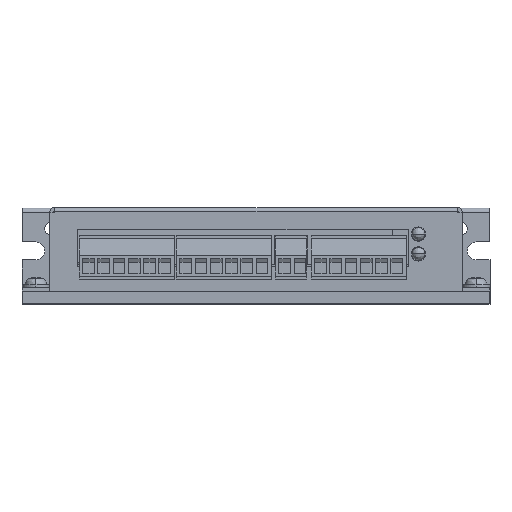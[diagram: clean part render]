
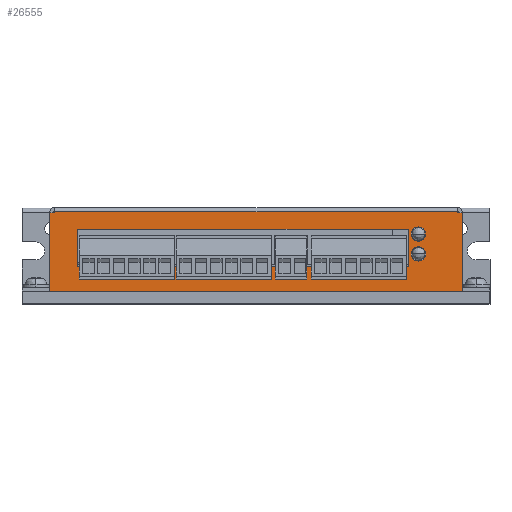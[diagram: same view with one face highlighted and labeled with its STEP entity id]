
A CAD part, top view. The second image highlights one B-rep face of the part: STEP entity #26555.
In plain terms, the highlighted planar face has unit normal (0, 0, 1).
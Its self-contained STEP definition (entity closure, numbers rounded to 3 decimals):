
#422 = VECTOR ( 'NONE', #25538, 1000. ) ;
#791 = PLANE ( 'NONE',  #1856 ) ;
#1129 = EDGE_CURVE ( 'NONE', #7966, #5820, #8543, .T. ) ;
#1856 = AXIS2_PLACEMENT_3D ( 'NONE', #13477, #6750, #39196 ) ;
#2046 = LINE ( 'NONE', #14935, #12672 ) ;
#2693 = DIRECTION ( 'NONE',  ( 1., 0., 0. ) ) ;
#2839 = AXIS2_PLACEMENT_3D ( 'NONE', #17134, #23882, #20498 ) ;
#2946 = LINE ( 'NONE', #3155, #12236 ) ;
#2988 = VERTEX_POINT ( 'NONE', #9713 ) ;
#3155 = CARTESIAN_POINT ( 'NONE',  ( -50.8, -0.2, 36. ) ) ;
#4139 = CARTESIAN_POINT ( 'NONE',  ( 50.8, -0.2, 36. ) ) ;
#4655 = EDGE_CURVE ( 'NONE', #20434, #2988, #2946, .T. ) ;
#4839 = CARTESIAN_POINT ( 'NONE',  ( 52., -0.2, 36. ) ) ;
#5037 = AXIS2_PLACEMENT_3D ( 'NONE', #21690, #9049, #2693 ) ;
#5820 = VERTEX_POINT ( 'NONE', #4839 ) ;
#5841 = LINE ( 'NONE', #27566, #8642 ) ;
#5861 = DIRECTION ( 'NONE',  ( 1., 0., 0. ) ) ;
#6088 = DIRECTION ( 'NONE',  ( -1., 0., 0. ) ) ;
#6377 = ORIENTED_EDGE ( 'NONE', *, *, #22793, .F. ) ;
#6584 = VECTOR ( 'NONE', #35783, 1000. ) ;
#6750 = DIRECTION ( 'NONE',  ( 0., 0., -1. ) ) ;
#7317 = CARTESIAN_POINT ( 'NONE',  ( 38.4, -4.4, 36. ) ) ;
#7368 = CARTESIAN_POINT ( 'NONE',  ( -52., 1., 36. ) ) ;
#7494 = EDGE_LOOP ( 'NONE', ( #11772, #33603 ) ) ;
#7551 = ORIENTED_EDGE ( 'NONE', *, *, #24043, .F. ) ;
#7919 = CARTESIAN_POINT ( 'NONE',  ( -52., -0.2, 36. ) ) ;
#7966 = VERTEX_POINT ( 'NONE', #4139 ) ;
#8101 = EDGE_CURVE ( 'NONE', #37966, #8720, #41423, .T. ) ;
#8543 = LINE ( 'NONE', #18037, #11635 ) ;
#8642 = VECTOR ( 'NONE', #24595, 1000. ) ;
#8720 = VERTEX_POINT ( 'NONE', #40454 ) ;
#8803 = EDGE_CURVE ( 'NONE', #24215, #10102, #34992, .T. ) ;
#9049 = DIRECTION ( 'NONE',  ( 0., 0., 1. ) ) ;
#9071 = CIRCLE ( 'NONE', #5037, 1.8 ) ;
#9209 = DIRECTION ( 'NONE',  ( 0., 0., 1. ) ) ;
#9713 = CARTESIAN_POINT ( 'NONE',  ( -50.8, 0., 36. ) ) ;
#10016 = VERTEX_POINT ( 'NONE', #7317 ) ;
#10102 = VERTEX_POINT ( 'NONE', #26313 ) ;
#10448 = LINE ( 'NONE', #23714, #35921 ) ;
#10473 = CARTESIAN_POINT ( 'NONE',  ( 40.95, -10.65, 36. ) ) ;
#10534 = LINE ( 'NONE', #7368, #12338 ) ;
#10817 = VECTOR ( 'NONE', #13117, 1000. ) ;
#11267 = ORIENTED_EDGE ( 'NONE', *, *, #38309, .T. ) ;
#11503 = EDGE_CURVE ( 'NONE', #37915, #12610, #41420, .T. ) ;
#11635 = VECTOR ( 'NONE', #40386, 1000. ) ;
#11772 = ORIENTED_EDGE ( 'NONE', *, *, #20499, .F. ) ;
#11941 = ORIENTED_EDGE ( 'NONE', *, *, #35403, .F. ) ;
#12182 = ORIENTED_EDGE ( 'NONE', *, *, #1129, .F. ) ;
#12228 = ORIENTED_EDGE ( 'NONE', *, *, #26951, .T. ) ;
#12236 = VECTOR ( 'NONE', #31464, 1000. ) ;
#12338 = VECTOR ( 'NONE', #37038, 1000. ) ;
#12388 = CARTESIAN_POINT ( 'NONE',  ( -45.01, -4.4, 36. ) ) ;
#12610 = VERTEX_POINT ( 'NONE', #22447 ) ;
#12665 = CARTESIAN_POINT ( 'NONE',  ( -45.01, -13.8, 36. ) ) ;
#12672 = VECTOR ( 'NONE', #22923, 1000. ) ;
#12765 = ORIENTED_EDGE ( 'NONE', *, *, #4655, .F. ) ;
#13000 = CARTESIAN_POINT ( 'NONE',  ( 42.75, -5.65, 36. ) ) ;
#13088 = FACE_BOUND ( 'NONE', #41286, .T. ) ;
#13117 = DIRECTION ( 'NONE',  ( 0., -1., 0. ) ) ;
#13248 = EDGE_CURVE ( 'NONE', #38844, #2988, #27022, .T. ) ;
#13462 = VERTEX_POINT ( 'NONE', #7919 ) ;
#13477 = CARTESIAN_POINT ( 'NONE',  ( -52., 1., 36. ) ) ;
#14935 = CARTESIAN_POINT ( 'NONE',  ( 50.8, -0.2, 36. ) ) ;
#15647 = CARTESIAN_POINT ( 'NONE',  ( 39.15, -5.65, 36. ) ) ;
#15888 = CARTESIAN_POINT ( 'NONE',  ( 50.8, 0., 36. ) ) ;
#16158 = EDGE_CURVE ( 'NONE', #13462, #20434, #10448, .T. ) ;
#16571 = CARTESIAN_POINT ( 'NONE',  ( 52., -20., 36. ) ) ;
#16770 = DIRECTION ( 'NONE',  ( 1., 0., 0. ) ) ;
#17134 = CARTESIAN_POINT ( 'NONE',  ( 40.95, -5.65, 36. ) ) ;
#18037 = CARTESIAN_POINT ( 'NONE',  ( 0., -0.2, 36. ) ) ;
#18452 = ORIENTED_EDGE ( 'NONE', *, *, #11503, .F. ) ;
#19267 = DIRECTION ( 'NONE',  ( 1., 0., 0. ) ) ;
#19678 = VECTOR ( 'NONE', #19267, 1000. ) ;
#19736 = VERTEX_POINT ( 'NONE', #12388 ) ;
#19996 = CARTESIAN_POINT ( 'NONE',  ( -45.01, 0., 36. ) ) ;
#20299 = EDGE_LOOP ( 'NONE', ( #12228, #33667, #12765, #39941, #11267, #26519, #11941, #12182 ) ) ;
#20434 = VERTEX_POINT ( 'NONE', #39065 ) ;
#20495 = VECTOR ( 'NONE', #6088, 1000. ) ;
#20498 = DIRECTION ( 'NONE',  ( 1., 0., 0. ) ) ;
#20499 = EDGE_CURVE ( 'NONE', #34391, #25201, #23712, .T. ) ;
#21650 = CARTESIAN_POINT ( 'NONE',  ( 40.95, -10.65, 36. ) ) ;
#21690 = CARTESIAN_POINT ( 'NONE',  ( 40.95, -5.65, 36. ) ) ;
#21836 = DIRECTION ( 'NONE',  ( 0., 0., 1. ) ) ;
#22447 = CARTESIAN_POINT ( 'NONE',  ( 38.4, -13.8, 36. ) ) ;
#22610 = EDGE_CURVE ( 'NONE', #25201, #34391, #9071, .T. ) ;
#22793 = EDGE_CURVE ( 'NONE', #12610, #10016, #38964, .T. ) ;
#22923 = DIRECTION ( 'NONE',  ( 0., 1., 0. ) ) ;
#23208 = AXIS2_PLACEMENT_3D ( 'NONE', #10473, #21836, #28168 ) ;
#23230 = CIRCLE ( 'NONE', #38043, 1.8 ) ;
#23712 = CIRCLE ( 'NONE', #2839, 1.8 ) ;
#23714 = CARTESIAN_POINT ( 'NONE',  ( 0., -0.2, 36. ) ) ;
#23882 = DIRECTION ( 'NONE',  ( 0., 0., 1. ) ) ;
#24043 = EDGE_CURVE ( 'NONE', #8720, #37966, #23230, .T. ) ;
#24215 = VERTEX_POINT ( 'NONE', #16571 ) ;
#24595 = DIRECTION ( 'NONE',  ( 1., 0., 0. ) ) ;
#24762 = ORIENTED_EDGE ( 'NONE', *, *, #25685, .T. ) ;
#24773 = CARTESIAN_POINT ( 'NONE',  ( 0., -13.8, 36. ) ) ;
#25201 = VERTEX_POINT ( 'NONE', #15647 ) ;
#25538 = DIRECTION ( 'NONE',  ( 0., 1., 0. ) ) ;
#25685 = EDGE_CURVE ( 'NONE', #37915, #19736, #32473, .T. ) ;
#26313 = CARTESIAN_POINT ( 'NONE',  ( -52., -20., 36. ) ) ;
#26519 = ORIENTED_EDGE ( 'NONE', *, *, #8803, .F. ) ;
#26555 = ADVANCED_FACE ( 'NONE', ( #39002, #29325, #13088, #29522 ), #791, .F. ) ;
#26951 = EDGE_CURVE ( 'NONE', #7966, #38844, #2046, .T. ) ;
#27022 = LINE ( 'NONE', #32217, #6584 ) ;
#27042 = ORIENTED_EDGE ( 'NONE', *, *, #8101, .F. ) ;
#27280 = EDGE_CURVE ( 'NONE', #19736, #10016, #5841, .T. ) ;
#27566 = CARTESIAN_POINT ( 'NONE',  ( 0., -4.4, 36. ) ) ;
#28035 = CARTESIAN_POINT ( 'NONE',  ( 0., -20., 36. ) ) ;
#28168 = DIRECTION ( 'NONE',  ( 1., 0., 0. ) ) ;
#29325 = FACE_BOUND ( 'NONE', #7494, .T. ) ;
#29522 = FACE_OUTER_BOUND ( 'NONE', #20299, .T. ) ;
#31464 = DIRECTION ( 'NONE',  ( 0., 1., 0. ) ) ;
#31818 = DIRECTION ( 'NONE',  ( 0., 1., 0. ) ) ;
#32097 = LINE ( 'NONE', #32304, #10817 ) ;
#32217 = CARTESIAN_POINT ( 'NONE',  ( -52., 0., 36. ) ) ;
#32304 = CARTESIAN_POINT ( 'NONE',  ( 52., 1., 36. ) ) ;
#32473 = LINE ( 'NONE', #19996, #422 ) ;
#32654 = EDGE_LOOP ( 'NONE', ( #7551, #27042 ) ) ;
#33603 = ORIENTED_EDGE ( 'NONE', *, *, #22610, .F. ) ;
#33667 = ORIENTED_EDGE ( 'NONE', *, *, #13248, .T. ) ;
#34391 = VERTEX_POINT ( 'NONE', #13000 ) ;
#34992 = LINE ( 'NONE', #28035, #20495 ) ;
#35403 = EDGE_CURVE ( 'NONE', #5820, #24215, #32097, .T. ) ;
#35783 = DIRECTION ( 'NONE',  ( -1., 0., 0. ) ) ;
#35921 = VECTOR ( 'NONE', #16770, 1000. ) ;
#36025 = CARTESIAN_POINT ( 'NONE',  ( 38.4, 0., 36. ) ) ;
#36050 = VECTOR ( 'NONE', #31818, 1000. ) ;
#37038 = DIRECTION ( 'NONE',  ( 0., -1., 0. ) ) ;
#37915 = VERTEX_POINT ( 'NONE', #12665 ) ;
#37966 = VERTEX_POINT ( 'NONE', #38993 ) ;
#38043 = AXIS2_PLACEMENT_3D ( 'NONE', #21650, #9209, #5861 ) ;
#38309 = EDGE_CURVE ( 'NONE', #13462, #10102, #10534, .T. ) ;
#38844 = VERTEX_POINT ( 'NONE', #15888 ) ;
#38964 = LINE ( 'NONE', #36025, #36050 ) ;
#38993 = CARTESIAN_POINT ( 'NONE',  ( 39.15, -10.65, 36. ) ) ;
#39002 = FACE_BOUND ( 'NONE', #32654, .T. ) ;
#39065 = CARTESIAN_POINT ( 'NONE',  ( -50.8, -0.2, 36. ) ) ;
#39196 = DIRECTION ( 'NONE',  ( -1., 0., 0. ) ) ;
#39941 = ORIENTED_EDGE ( 'NONE', *, *, #16158, .F. ) ;
#40185 = ORIENTED_EDGE ( 'NONE', *, *, #27280, .T. ) ;
#40386 = DIRECTION ( 'NONE',  ( 1., 0., 0. ) ) ;
#40454 = CARTESIAN_POINT ( 'NONE',  ( 42.75, -10.65, 36. ) ) ;
#41286 = EDGE_LOOP ( 'NONE', ( #6377, #18452, #24762, #40185 ) ) ;
#41420 = LINE ( 'NONE', #24773, #19678 ) ;
#41423 = CIRCLE ( 'NONE', #23208, 1.8 ) ;
